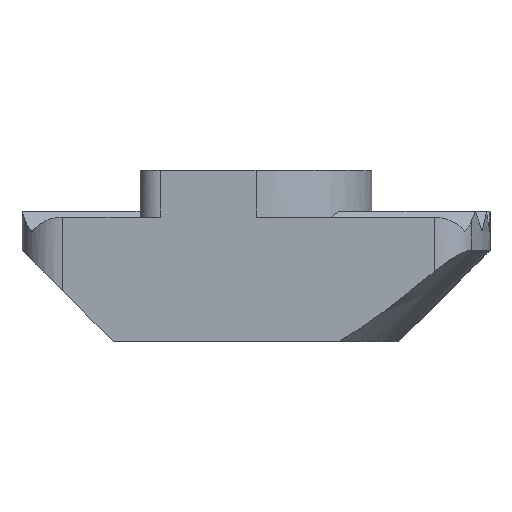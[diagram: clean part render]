
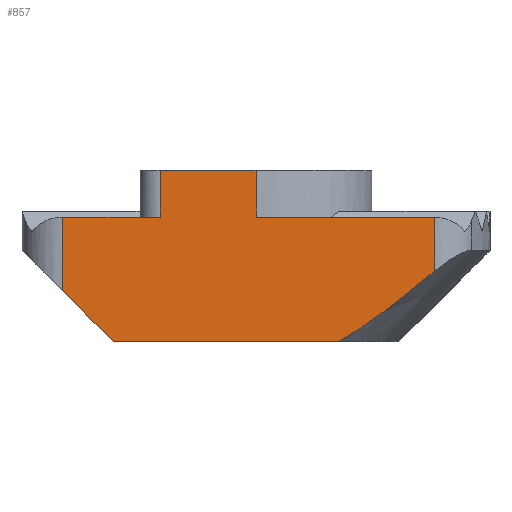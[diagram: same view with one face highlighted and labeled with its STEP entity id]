
A CAD part, top view. The second image highlights one B-rep face of the part: STEP entity #857.
In plain terms, the highlighted planar face has unit normal (0, 0, 1).
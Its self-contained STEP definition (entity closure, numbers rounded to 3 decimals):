
#22=(
BOUNDED_CURVE()
B_SPLINE_CURVE(2,(#1426,#1427,#1428),.UNSPECIFIED.,.F.,.F.)
B_SPLINE_CURVE_WITH_KNOTS((3,3),(0.,1.),.UNSPECIFIED.)
CURVE()
GEOMETRIC_REPRESENTATION_ITEM()
RATIONAL_B_SPLINE_CURVE((1.432,1.674,1.818))
REPRESENTATION_ITEM('')
);
#75=PLANE('',#940);
#111=FACE_OUTER_BOUND('',#159,.T.);
#159=EDGE_LOOP('',(#673,#674,#675,#676,#677,#678,#679,#680,#681,#682));
#203=LINE('',#1310,#280);
#234=LINE('',#1403,#311);
#238=LINE('',#1413,#315);
#241=LINE('',#1422,#318);
#242=LINE('',#1423,#319);
#243=LINE('',#1424,#320);
#244=LINE('',#1430,#321);
#245=LINE('',#1432,#322);
#246=LINE('',#1433,#323);
#280=VECTOR('',#1037,1.);
#311=VECTOR('',#1114,1.);
#315=VECTOR('',#1124,1.);
#318=VECTOR('',#1135,1.);
#319=VECTOR('',#1136,1.);
#320=VECTOR('',#1137,1.);
#321=VECTOR('',#1138,1.);
#322=VECTOR('',#1139,1.);
#323=VECTOR('',#1140,1.);
#371=VERTEX_POINT('',#1307);
#372=VERTEX_POINT('',#1309);
#407=VERTEX_POINT('',#1400);
#408=VERTEX_POINT('',#1402);
#411=VERTEX_POINT('',#1412);
#412=VERTEX_POINT('',#1420);
#413=VERTEX_POINT('',#1421);
#414=VERTEX_POINT('',#1425);
#415=VERTEX_POINT('',#1429);
#416=VERTEX_POINT('',#1431);
#461=EDGE_CURVE('',#371,#372,#203,.T.);
#506=EDGE_CURVE('',#408,#407,#234,.T.);
#511=EDGE_CURVE('',#411,#408,#238,.T.);
#516=EDGE_CURVE('',#412,#413,#241,.T.);
#517=EDGE_CURVE('',#412,#372,#242,.T.);
#518=EDGE_CURVE('',#371,#411,#243,.T.);
#519=EDGE_CURVE('',#414,#407,#22,.T.);
#520=EDGE_CURVE('',#414,#415,#244,.T.);
#521=EDGE_CURVE('',#416,#415,#245,.T.);
#522=EDGE_CURVE('',#413,#416,#246,.T.);
#673=ORIENTED_EDGE('',*,*,#516,.F.);
#674=ORIENTED_EDGE('',*,*,#517,.T.);
#675=ORIENTED_EDGE('',*,*,#461,.F.);
#676=ORIENTED_EDGE('',*,*,#518,.T.);
#677=ORIENTED_EDGE('',*,*,#511,.T.);
#678=ORIENTED_EDGE('',*,*,#506,.T.);
#679=ORIENTED_EDGE('',*,*,#519,.F.);
#680=ORIENTED_EDGE('',*,*,#520,.T.);
#681=ORIENTED_EDGE('',*,*,#521,.F.);
#682=ORIENTED_EDGE('',*,*,#522,.F.);
#857=ADVANCED_FACE('',(#111),#75,.T.);
#940=AXIS2_PLACEMENT_3D('',#1419,#1133,#1134);
#1037=DIRECTION('',(1.,0.,0.));
#1114=DIRECTION('',(1.,0.,0.));
#1124=DIRECTION('',(0.707,-0.707,0.));
#1133=DIRECTION('center_axis',(0.,0.,1.));
#1134=DIRECTION('ref_axis',(1.,0.,0.));
#1135=DIRECTION('',(1.,0.,0.));
#1136=DIRECTION('',(0.,-1.,0.));
#1137=DIRECTION('',(0.,-1.,0.));
#1138=DIRECTION('',(0.,1.,0.));
#1139=DIRECTION('',(1.,0.,0.));
#1140=DIRECTION('',(0.,-1.,0.));
#1307=CARTESIAN_POINT('',(-4.75,3.05,2.85));
#1309=CARTESIAN_POINT('',(-2.35,3.05,2.85));
#1310=CARTESIAN_POINT('',(0.,3.05,2.85));
#1400=CARTESIAN_POINT('',(2.049,0.,2.85));
#1402=CARTESIAN_POINT('',(-3.51,0.,2.85));
#1403=CARTESIAN_POINT('',(-3.51,0.,2.85));
#1412=CARTESIAN_POINT('',(-4.75,1.24,2.85));
#1413=CARTESIAN_POINT('',(-5.75,2.24,2.85));
#1419=CARTESIAN_POINT('Origin',(0.,0.,2.85));
#1420=CARTESIAN_POINT('',(-2.35,4.2,2.85));
#1421=CARTESIAN_POINT('',(0.,4.2,2.85));
#1422=CARTESIAN_POINT('',(-2.85,4.2,2.85));
#1423=CARTESIAN_POINT('',(-2.35,3.05,2.85));
#1424=CARTESIAN_POINT('',(-4.75,2.24,2.85));
#1425=CARTESIAN_POINT('',(4.375,1.711,2.85));
#1426=CARTESIAN_POINT('Ctrl Pts',(4.375,1.711,2.85));
#1427=CARTESIAN_POINT('Ctrl Pts',(2.984,0.546,2.85));
#1428=CARTESIAN_POINT('Ctrl Pts',(2.049,0.,
2.85));
#1429=CARTESIAN_POINT('',(4.375,3.05,2.85));
#1430=CARTESIAN_POINT('',(4.375,3.05,2.85));
#1431=CARTESIAN_POINT('',(0.,3.05,2.85));
#1432=CARTESIAN_POINT('',(0.,3.05,2.85));
#1433=CARTESIAN_POINT('',(0.,4.2,2.85));
